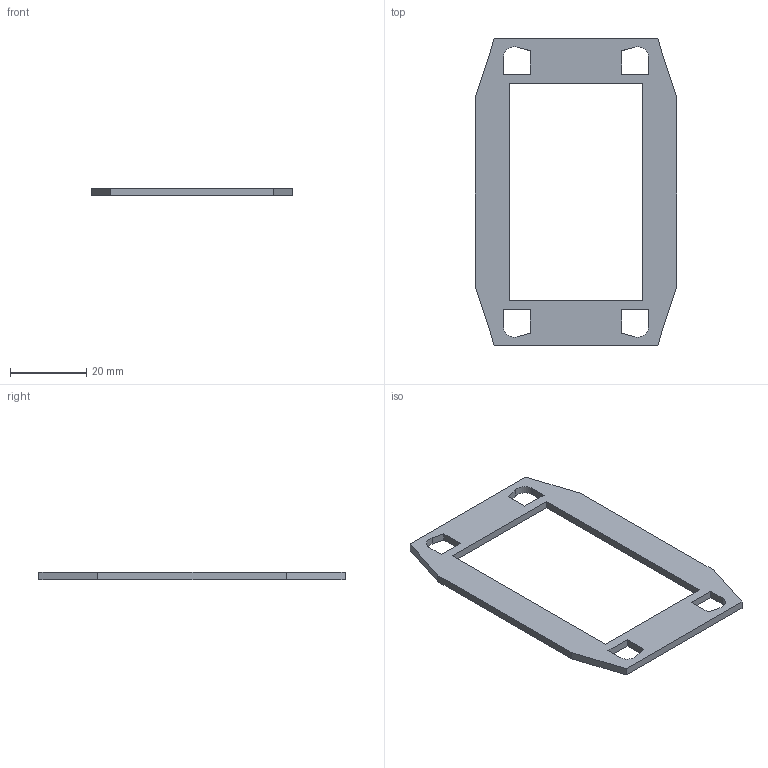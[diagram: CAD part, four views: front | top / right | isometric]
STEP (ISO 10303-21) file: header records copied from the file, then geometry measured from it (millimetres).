
FILE_DESCRIPTION(('SolidDesigner STEP Export'),'2;1');
FILE_NAME('1411483_HC_B10_SG_CBK-select.stp','2014-09-11T15:03:27',(''),(''),'Creo Elements/Direct Modeling STEP processor for AP214 (Solid Model)','Creo Elements/Direct Modeling 18.1B 29-Sep-2012 (C) Parametric Technology GmbH','');
FILE_SCHEMA(('AUTOMOTIVE_DESIGN { 1 0 10303 214 1 1 1 1 }'));
Length unit declared in the file: millimetre
Products named in the file (2): 1411483_HC_B10_SG_CBK-select
Assembly tree (1 placements, depth 2):
  1411483_HC_B10_SG_CBK-select
    1411483_HC_B10_SG_CBK-select
Bounding box: 53 x 80.5 x 2 mm (x, y, z)
Volume: 3857.5 mm3; surface area: 4936.9 mm2
Topology: 1 solids, 1 shells, 34 faces, 96 edges, 64 vertices
Faces by surface type: plane 30, cylinder 4
Entity records: 1417 total; most frequent: CARTESIAN_POINT 196, ORIENTED_EDGE 192, DIRECTION 176, EDGE_CURVE 96, VECTOR 88, LINE 88, VERTEX_POINT 64, AXIS2_PLACEMENT_3D 44
